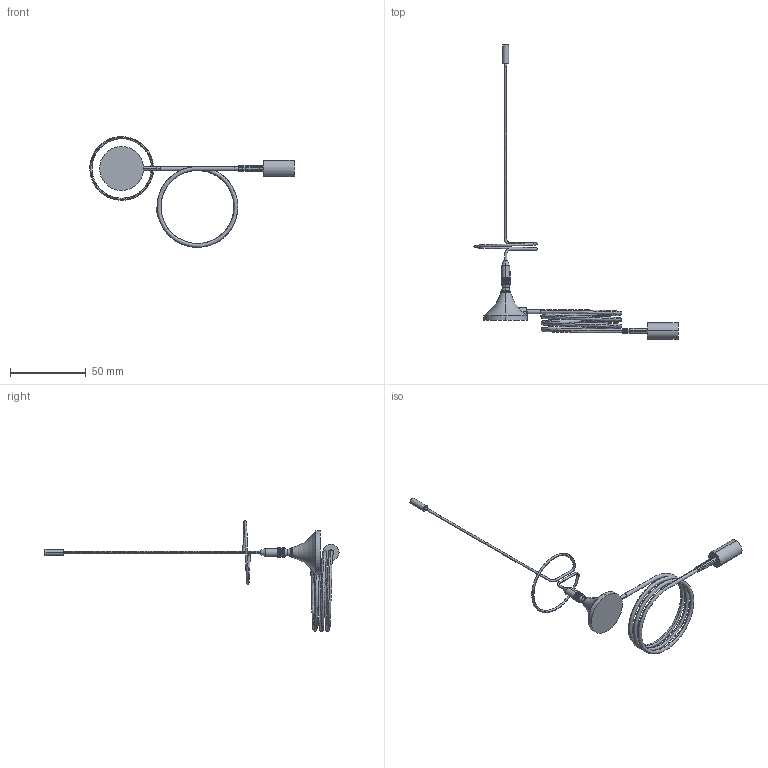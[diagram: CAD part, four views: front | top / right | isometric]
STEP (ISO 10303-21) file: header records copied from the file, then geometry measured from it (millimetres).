
FILE_DESCRIPTION (( 'STEP AP214' ), '1' );
FILE_NAME ('RE905U.STEP', '2018-07-19T16:25:53', ( '' ), ( '' ), 'SwSTEP 2.0', 'SolidWorks 2017', '' );
FILE_SCHEMA (( 'AUTOMOTIVE_DESIGN' ));
Length unit declared in the file: inch
Products named in the file (6): RE905U_Base; CONNECTOR REP_Small; RE905U; RE905U_wire; 100_cable_coil-3; HEATSH-HEX_100BLACK
Assembly tree (5 placements, depth 2):
  RE905U
    RE905U_Base
    RE905U_wire
    HEATSH-HEX_100BLACK
    CONNECTOR REP_Small
    100_cable_coil-3
Bounding box: 134.68 x 193.91 x 73.06 mm (x, y, z)
Volume: 10995.6 mm3; surface area: 9502.9 mm2
Topology: 5 solids, 10 shells, 363 faces, 933 edges, 590 vertices
Faces by surface type: plane 231, cylinder 86, cone 30, torus 12, bspline 4
Entity records: 25175 total; most frequent: CARTESIAN_POINT 15564, ORIENTED_EDGE 1866, DIRECTION 1736, EDGE_CURVE 933, AXIS2_PLACEMENT_3D 644, VERTEX_POINT 590, LINE 448, VECTOR 448
